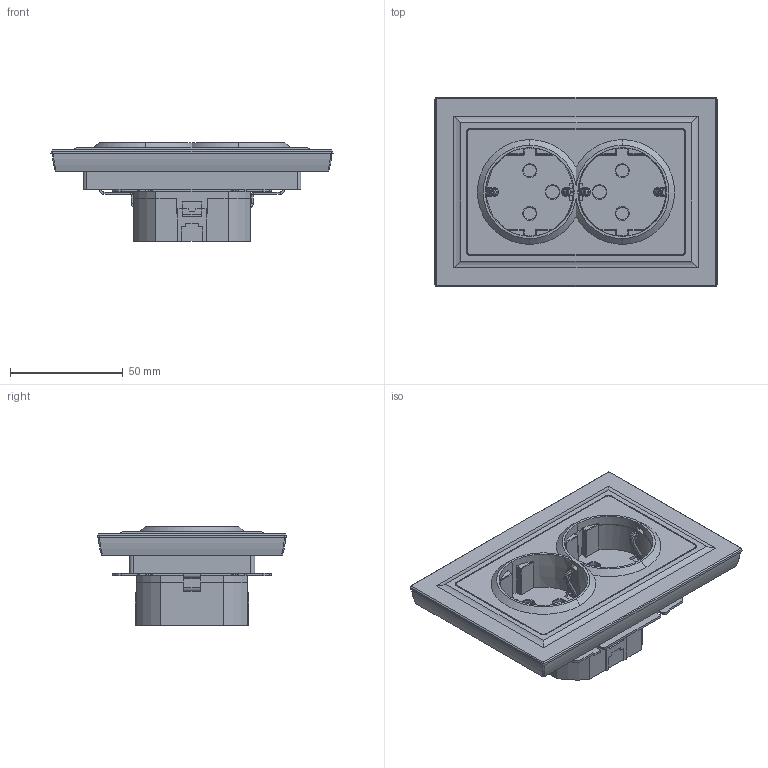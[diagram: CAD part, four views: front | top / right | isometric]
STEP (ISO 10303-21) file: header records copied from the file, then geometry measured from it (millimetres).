
FILE_DESCRIPTION (( 'STEP AP214' ), '1' );
FILE_NAME ('ø ïë 16À â ñá. ÐÑøÏë12-3.STEP', '2025-04-01T11:49:06', ( '' ), ( '' ), 'SwSTEP 2.0', 'SolidWorks 2022', '' );
FILE_SCHEMA (( 'AUTOMOTIVE_DESIGN' ));
Length unit declared in the file: millimetre
Products named in the file (1): ш пл 16А в сб. РСшПл12-3
Bounding box: 125.1 x 84.1 x 43.9 mm (x, y, z)
Volume: 150021.5 mm3; surface area: 72551.3 mm2
Topology: 4 solids, 4 shells, 1640 faces, 4492 edges, 2861 vertices
Faces by surface type: plane 1053, cylinder 387, cone 64, torus 60, bspline 60, sphere 16
Entity records: 53842 total; most frequent: CARTESIAN_POINT 12811, ORIENTED_EDGE 8984, DIRECTION 8031, EDGE_CURVE 4492, LINE 3217, VECTOR 3217, VERTEX_POINT 2861, AXIS2_PLACEMENT_3D 2407
